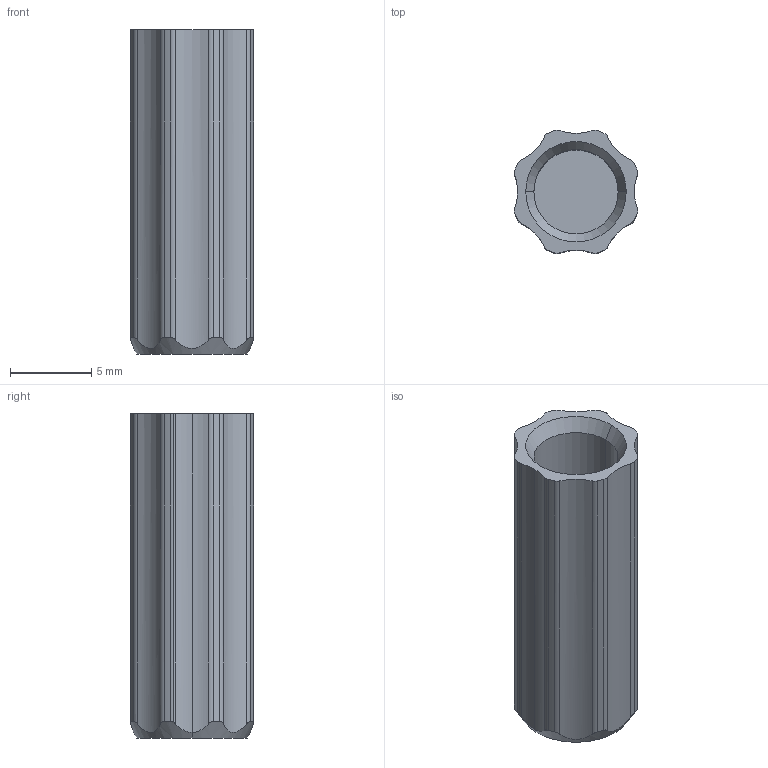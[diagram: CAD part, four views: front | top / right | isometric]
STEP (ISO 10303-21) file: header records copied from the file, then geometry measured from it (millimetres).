
FILE_DESCRIPTION (( 'STEP AP214' ), '1' );
FILE_NAME ('000222 - Griff Düsentool.STEP', '2019-09-24T10:01:16', ( '' ), ( '' ), 'SwSTEP 2.0', 'SolidWorks 2014', '' );
FILE_SCHEMA (( 'AUTOMOTIVE_DESIGN' ));
Length unit declared in the file: millimetre
Products named in the file (1): 000222 - Griff Düsentool
Bounding box: 7.6 x 7.6 x 20 mm (x, y, z)
Volume: 494.3 mm3; surface area: 889.9 mm2
Topology: 1 solids, 1 shells, 44 faces, 120 edges, 79 vertices
Faces by surface type: cylinder 37, cone 4, plane 3
Entity records: 1561 total; most frequent: CARTESIAN_POINT 416, ORIENTED_EDGE 240, DIRECTION 233, EDGE_CURVE 120, AXIS2_PLACEMENT_3D 96, VERTEX_POINT 79, CIRCLE 51, EDGE_LOOP 45
